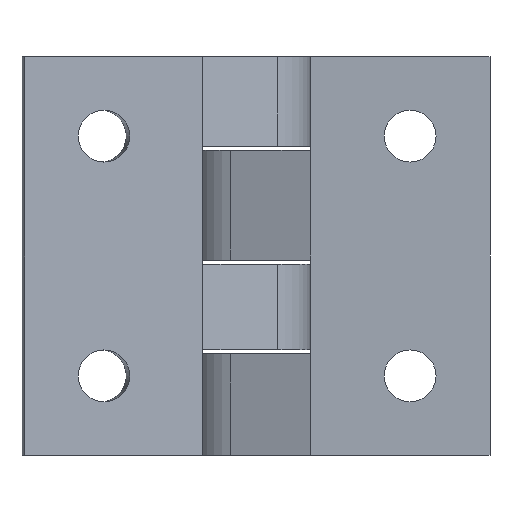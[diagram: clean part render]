
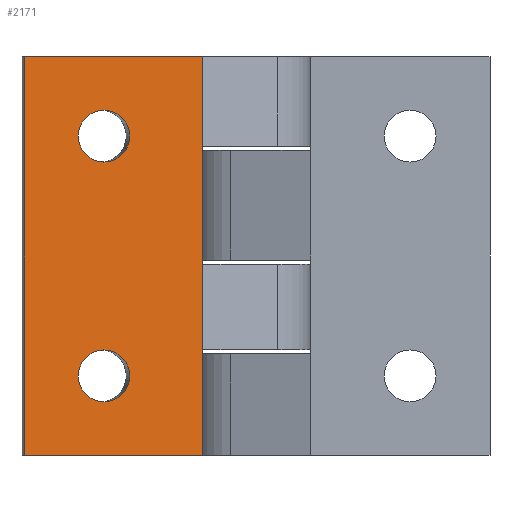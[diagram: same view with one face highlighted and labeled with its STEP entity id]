
A CAD part, front view. The second image highlights one B-rep face of the part: STEP entity #2171.
In plain terms, the highlighted face is planar.
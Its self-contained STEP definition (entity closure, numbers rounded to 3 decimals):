
#6 = EDGE_LOOP ( 'NONE', ( #1693, #932, #1725, #599 ) ) ;
#14 = FACE_BOUND ( 'NONE', #2166, .T. ) ;
#26 = FACE_OUTER_BOUND ( 'NONE', #6, .T. ) ;
#30 = FACE_BOUND ( 'NONE', #156, .T. ) ;
#156 = EDGE_LOOP ( 'NONE', ( #595, #493 ) ) ;
#349 = CARTESIAN_POINT ( 'NONE',  ( 20., -10.5, -15. ) ) ;
#350 = DIRECTION ( 'NONE',  ( 0., -1., 0. ) ) ;
#351 = DIRECTION ( 'NONE',  ( 0., 0., -1. ) ) ;
#394 = CARTESIAN_POINT ( 'NONE',  ( 20., -10.5, 15. ) ) ;
#395 = DIRECTION ( 'NONE',  ( 0., -1., 0. ) ) ;
#396 = DIRECTION ( 'NONE',  ( 0., 0., -1. ) ) ;
#425 = CARTESIAN_POINT ( 'NONE',  ( 30., -10.5, 24.95 ) ) ;
#431 = DIRECTION ( 'NONE',  ( 0., 0., -1. ) ) ;
#458 = CARTESIAN_POINT ( 'NONE',  ( 20., -10.5, -11.75 ) ) ;
#463 = CARTESIAN_POINT ( 'NONE',  ( 30., -10.5, -24.95 ) ) ;
#493 = ORIENTED_EDGE ( 'NONE', *, *, #846, .F. ) ;
#595 = ORIENTED_EDGE ( 'NONE', *, *, #1474, .F. ) ;
#599 = ORIENTED_EDGE ( 'NONE', *, *, #1588, .T. ) ;
#623 = VERTEX_POINT ( 'NONE', #458 ) ;
#631 = VERTEX_POINT ( 'NONE', #463 ) ;
#633 = VERTEX_POINT ( 'NONE', #823 ) ;
#636 = VERTEX_POINT ( 'NONE', #830 ) ;
#643 = VERTEX_POINT ( 'NONE', #829 ) ;
#644 = VERTEX_POINT ( 'NONE', #835 ) ;
#823 = CARTESIAN_POINT ( 'NONE',  ( 7.575, -10.5, -24.95 ) ) ;
#829 = CARTESIAN_POINT ( 'NONE',  ( 7.575, -10.5, 24.95 ) ) ;
#830 = CARTESIAN_POINT ( 'NONE',  ( 20., -10.5, 11.75 ) ) ;
#835 = CARTESIAN_POINT ( 'NONE',  ( 30., -10.5, 24.95 ) ) ;
#846 = EDGE_CURVE ( 'NONE', #2091, #636, #959, .T. ) ;
#907 = ORIENTED_EDGE ( 'NONE', *, *, #1472, .F. ) ;
#932 = ORIENTED_EDGE ( 'NONE', *, *, #1435, .F. ) ;
#959 = CIRCLE ( 'NONE', #1484, 3.25 ) ;
#964 = LINE ( 'NONE', #425, #970 ) ;
#970 = VECTOR ( 'NONE', #431, 1000. ) ;
#1012 = CARTESIAN_POINT ( 'NONE',  ( 20., -10.5, -15. ) ) ;
#1013 = DIRECTION ( 'NONE',  ( 0., -1., 0. ) ) ;
#1014 = DIRECTION ( 'NONE',  ( 0., 0., -1. ) ) ;
#1019 = CARTESIAN_POINT ( 'NONE',  ( 20., -10.5, 15. ) ) ;
#1020 = DIRECTION ( 'NONE',  ( 0., -1., 0. ) ) ;
#1021 = DIRECTION ( 'NONE',  ( 0., 0., -1. ) ) ;
#1086 = CIRCLE ( 'NONE', #1451, 3.25 ) ;
#1088 = CIRCLE ( 'NONE', #1470, 3.25 ) ;
#1269 = ORIENTED_EDGE ( 'NONE', *, *, #1606, .F. ) ;
#1427 = AXIS2_PLACEMENT_3D ( 'NONE', #2220, #2218, #2224 ) ;
#1435 = EDGE_CURVE ( 'NONE', #644, #631, #964, .T. ) ;
#1451 = AXIS2_PLACEMENT_3D ( 'NONE', #1012, #1013, #1014 ) ;
#1470 = AXIS2_PLACEMENT_3D ( 'NONE', #1019, #1020, #1021 ) ;
#1472 = EDGE_CURVE ( 'NONE', #623, #2097, #1086, .T. ) ;
#1474 = EDGE_CURVE ( 'NONE', #636, #2091, #1088, .T. ) ;
#1484 = AXIS2_PLACEMENT_3D ( 'NONE', #394, #395, #396 ) ;
#1512 = EDGE_CURVE ( 'NONE', #631, #633, #1741, .T. ) ;
#1537 = AXIS2_PLACEMENT_3D ( 'NONE', #349, #350, #351 ) ;
#1586 = EDGE_CURVE ( 'NONE', #644, #643, #1829, .T. ) ;
#1588 = EDGE_CURVE ( 'NONE', #643, #633, #1833, .T. ) ;
#1606 = EDGE_CURVE ( 'NONE', #2097, #623, #1853, .T. ) ;
#1693 = ORIENTED_EDGE ( 'NONE', *, *, #1512, .F. ) ;
#1725 = ORIENTED_EDGE ( 'NONE', *, *, #1586, .T. ) ;
#1741 = LINE ( 'NONE', #1887, #1745 ) ;
#1745 = VECTOR ( 'NONE', #1884, 1000. ) ;
#1829 = LINE ( 'NONE', #2149, #1832 ) ;
#1832 = VECTOR ( 'NONE', #2151, 1000. ) ;
#1833 = LINE ( 'NONE', #2153, #1836 ) ;
#1836 = VECTOR ( 'NONE', #2154, 1000. ) ;
#1853 = CIRCLE ( 'NONE', #1537, 3.25 ) ;
#1884 = DIRECTION ( 'NONE',  ( -1., 0., 0. ) ) ;
#1887 = CARTESIAN_POINT ( 'NONE',  ( 0., -10.5, -24.95 ) ) ;
#2091 = VERTEX_POINT ( 'NONE', #2208 ) ;
#2097 = VERTEX_POINT ( 'NONE', #2205 ) ;
#2149 = CARTESIAN_POINT ( 'NONE',  ( 0., -10.5, 24.95 ) ) ;
#2151 = DIRECTION ( 'NONE',  ( -1., 0., 0. ) ) ;
#2153 = CARTESIAN_POINT ( 'NONE',  ( 7.575, -10.5, 24.95 ) ) ;
#2154 = DIRECTION ( 'NONE',  ( 0., 0., -1. ) ) ;
#2166 = EDGE_LOOP ( 'NONE', ( #1269, #907 ) ) ;
#2171 = ADVANCED_FACE ( 'NONE', ( #14, #30, #26 ), #2222, .T. ) ;
#2205 = CARTESIAN_POINT ( 'NONE',  ( 20., -10.5, -18.25 ) ) ;
#2208 = CARTESIAN_POINT ( 'NONE',  ( 20., -10.5, 18.25 ) ) ;
#2218 = DIRECTION ( 'NONE',  ( 0., -1., 0. ) ) ;
#2220 = CARTESIAN_POINT ( 'NONE',  ( 0., -10.5, 24.95 ) ) ;
#2222 = PLANE ( 'NONE',  #1427 ) ;
#2224 = DIRECTION ( 'NONE',  ( 0., 0., -1. ) ) ;
